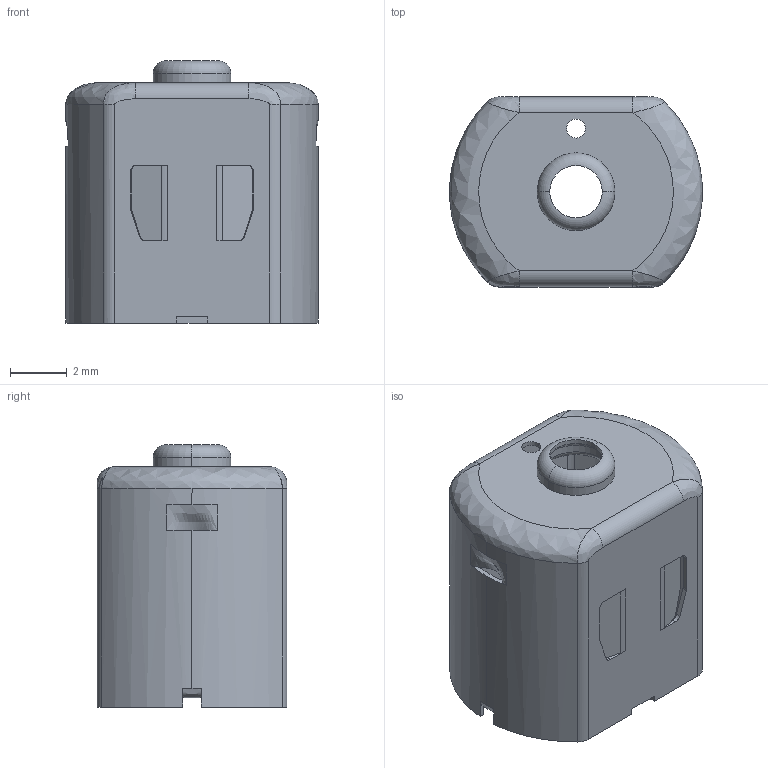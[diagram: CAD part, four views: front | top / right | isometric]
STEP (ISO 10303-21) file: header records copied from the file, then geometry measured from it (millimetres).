
FILE_DESCRIPTION (( 'STEP AP214' ), '1' );
FILE_NAME ('Part_1-Housing.STEP', '2024-01-17T00:47:29', ( '' ), ( '' ), 'SwSTEP 2.0', 'SolidWorks 2022', '' );
FILE_SCHEMA (( 'AUTOMOTIVE_DESIGN' ));
Length unit declared in the file: millimetre
Products named in the file (1): Part_1-Housing
Bounding box: 8.9 x 6.67 x 9.23 mm (x, y, z)
Volume: 44.1 mm3; surface area: 540.2 mm2
Topology: 1 solids, 1 shells, 128 faces, 350 edges, 222 vertices
Faces by surface type: plane 56, cylinder 42, bspline 20, torus 6, cone 4
Entity records: 6774 total; most frequent: CARTESIAN_POINT 3611, ORIENTED_EDGE 700, DIRECTION 604, EDGE_CURVE 350, VERTEX_POINT 222, AXIS2_PLACEMENT_3D 219, LINE 166, VECTOR 166
